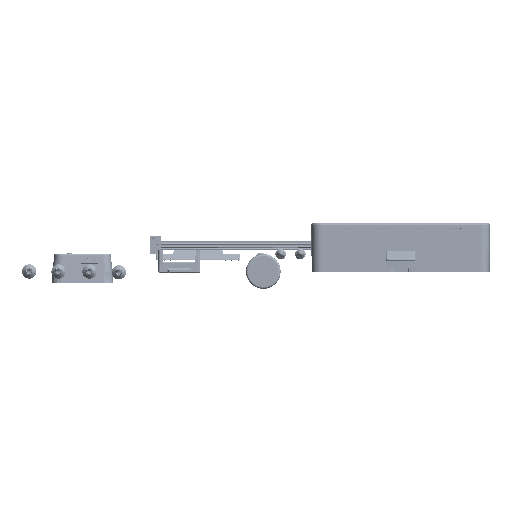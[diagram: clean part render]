
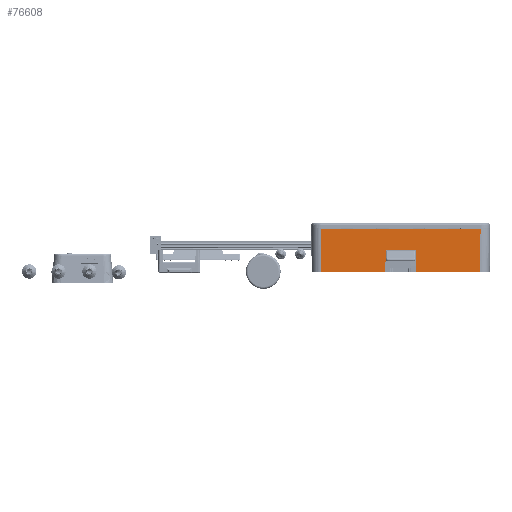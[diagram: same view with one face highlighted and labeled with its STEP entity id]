
A CAD part, front view. The second image highlights one B-rep face of the part: STEP entity #76608.
In plain terms, the highlighted planar face has unit normal (0, -1, -0.009).
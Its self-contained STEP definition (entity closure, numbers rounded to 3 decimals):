
#2461=PLANE('',#81475);
#8181=LINE('',#151488,#15129);
#8182=LINE('',#151494,#15130);
#8183=LINE('',#151495,#15131);
#8184=LINE('',#151497,#15132);
#8185=LINE('',#151499,#15133);
#8186=LINE('',#151501,#15134);
#8187=LINE('',#151503,#15135);
#8188=LINE('',#151504,#15136);
#15129=VECTOR('',#94316,20.002);
#15130=VECTOR('',#94323,20.002);
#15131=VECTOR('',#94324,76.);
#15132=VECTOR('',#94325,30.551);
#15133=VECTOR('',#94326,10.002);
#15134=VECTOR('',#94327,14.2);
#15135=VECTOR('',#94328,10.002);
#15136=VECTOR('',#94329,30.551);
#23530=FACE_OUTER_BOUND('',#28061,.T.);
#28061=EDGE_LOOP('',(#62766,#62767,#62768,#62769,#62770,#62771,#62772,#62773));
#35949=VERTEX_POINT('',#151486);
#35950=VERTEX_POINT('',#151487);
#35951=VERTEX_POINT('',#151492);
#35952=VERTEX_POINT('',#151493);
#35953=VERTEX_POINT('',#151496);
#35954=VERTEX_POINT('',#151498);
#35955=VERTEX_POINT('',#151500);
#35956=VERTEX_POINT('',#151502);
#45377=EDGE_CURVE('',#35949,#35950,#8181,.T.);
#45380=EDGE_CURVE('',#35951,#35952,#8182,.T.);
#45381=EDGE_CURVE('',#35951,#35950,#8183,.T.);
#45382=EDGE_CURVE('',#35953,#35949,#8184,.T.);
#45383=EDGE_CURVE('',#35953,#35954,#8185,.T.);
#45384=EDGE_CURVE('',#35954,#35955,#8186,.F.);
#45385=EDGE_CURVE('',#35955,#35956,#8187,.T.);
#45386=EDGE_CURVE('',#35952,#35956,#8188,.T.);
#62766=ORIENTED_EDGE('',*,*,#45380,.F.);
#62767=ORIENTED_EDGE('',*,*,#45381,.T.);
#62768=ORIENTED_EDGE('',*,*,#45377,.F.);
#62769=ORIENTED_EDGE('',*,*,#45382,.F.);
#62770=ORIENTED_EDGE('',*,*,#45383,.T.);
#62771=ORIENTED_EDGE('',*,*,#45384,.T.);
#62772=ORIENTED_EDGE('',*,*,#45385,.T.);
#62773=ORIENTED_EDGE('',*,*,#45386,.F.);
#76608=ADVANCED_FACE('',(#23530),#2461,.T.);
#81475=AXIS2_PLACEMENT_3D('',#151491,#94321,#94322);
#94316=DIRECTION('',(-0.009,-0.009,1.));
#94321=DIRECTION('center_axis',(0.,-1.,
-0.009));
#94322=DIRECTION('ref_axis',(1.,0.,0.));
#94323=DIRECTION('',(-0.009,0.009,-1.));
#94324=DIRECTION('',(-1.,0.,0.));
#94325=DIRECTION('',(-1.,0.,0.));
#94326=DIRECTION('',(0.017,-0.009,1.));
#94327=DIRECTION('',(-1.,0.,0.));
#94328=DIRECTION('',(0.017,0.009,-1.));
#94329=DIRECTION('',(-1.,0.,0.));
#151486=CARTESIAN_POINT('',(-42.269,-23.324,12.25));
#151487=CARTESIAN_POINT('',(-42.444,-23.499,32.25));
#151488=CARTESIAN_POINT('',(-42.267,-23.322,12.012));
#151491=CARTESIAN_POINT('Origin',(-46.943,-23.324,12.251));
#151492=CARTESIAN_POINT('',(33.557,-23.499,32.25));
#151493=CARTESIAN_POINT('',(33.382,-23.324,12.25));
#151494=CARTESIAN_POINT('',(33.379,-23.322,11.921));
#151495=CARTESIAN_POINT('',(-25.693,-23.499,32.25));
#151496=CARTESIAN_POINT('',(-11.718,-23.324,12.25));
#151497=CARTESIAN_POINT('',(-25.693,-23.324,12.25));
#151498=CARTESIAN_POINT('',(-11.543,-23.412,22.25));
#151499=CARTESIAN_POINT('',(-11.638,-23.364,16.804));
#151500=CARTESIAN_POINT('',(2.657,-23.412,22.25));
#151501=CARTESIAN_POINT('',(-25.693,-23.412,22.25));
#151502=CARTESIAN_POINT('',(2.831,-23.324,12.25));
#151503=CARTESIAN_POINT('',(2.653,-23.413,22.444));
#151504=CARTESIAN_POINT('',(-25.693,-23.324,12.25));
